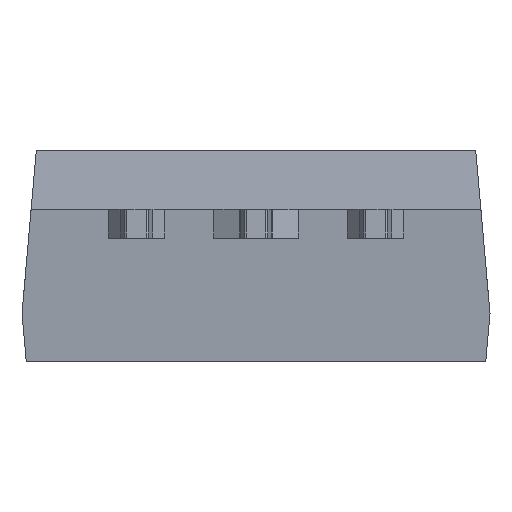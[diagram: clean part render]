
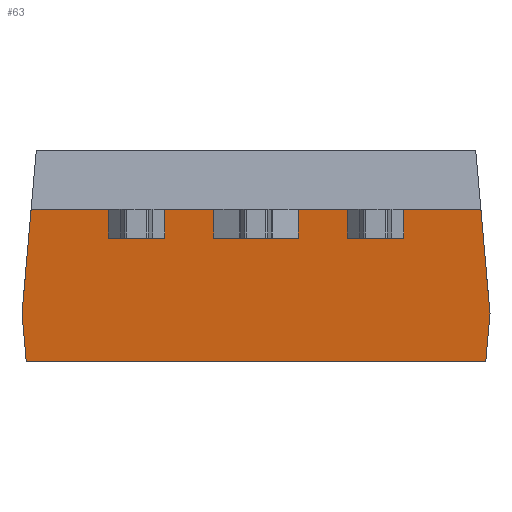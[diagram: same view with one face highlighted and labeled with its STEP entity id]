
A CAD part, front view. The second image highlights one B-rep face of the part: STEP entity #63.
In plain terms, the highlighted planar face has unit normal (0, -0.996, -0.087).
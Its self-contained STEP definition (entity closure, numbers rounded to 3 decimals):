
#19 = DIRECTION ( 'NONE',  ( -1., 0., 0. ) ) ;
#45 = ORIENTED_EDGE ( 'NONE', *, *, #428, .T. ) ;
#50 = ORIENTED_EDGE ( 'NONE', *, *, #151, .T. ) ;
#63 = ADVANCED_FACE ( 'NONE', ( #725 ), #2023, .T. ) ;
#66 = VECTOR ( 'NONE', #19, 1000. ) ;
#151 = EDGE_CURVE ( 'NONE', #1450, #1454, #884, .T. ) ;
#253 = EDGE_CURVE ( 'NONE', #1605, #1450, #1705, .T. ) ;
#404 = LINE ( 'NONE', #706, #471 ) ;
#428 = EDGE_CURVE ( 'NONE', #2403, #1254, #404, .T. ) ;
#471 = VECTOR ( 'NONE', #927, 1000. ) ;
#482 = ORIENTED_EDGE ( 'NONE', *, *, #1134, .F. ) ;
#527 = EDGE_LOOP ( 'NONE', ( #917, #1946, #1237, #50, #482, #45 ) ) ;
#582 = VECTOR ( 'NONE', #2181, 1000. ) ;
#621 = LINE ( 'NONE', #1475, #66 ) ;
#706 = CARTESIAN_POINT ( 'NONE',  ( 5.167, 4.101, 0.973 ) ) ;
#725 = FACE_OUTER_BOUND ( 'NONE', #527, .T. ) ;
#832 = CARTESIAN_POINT ( 'NONE',  ( 4.885, 4.383, -2.25 ) ) ;
#884 = LINE ( 'NONE', #1625, #2006 ) ;
#901 = LINE ( 'NONE', #1056, #1856 ) ;
#917 = ORIENTED_EDGE ( 'NONE', *, *, #2495, .T. ) ;
#927 = DIRECTION ( 'NONE',  ( 0.087, -0.087, 0.992 ) ) ;
#949 = EDGE_CURVE ( 'NONE', #2518, #1605, #621, .T. ) ;
#997 = CARTESIAN_POINT ( 'NONE',  ( -0.9, 4.153, 0.38 ) ) ;
#1039 = VECTOR ( 'NONE', #1845, 1000. ) ;
#1056 = CARTESIAN_POINT ( 'NONE',  ( 4.783, 4.101, 0.973 ) ) ;
#1134 = EDGE_CURVE ( 'NONE', #2403, #1454, #2572, .T. ) ;
#1172 = DIRECTION ( 'NONE',  ( 0., -0.996, -0.087 ) ) ;
#1237 = ORIENTED_EDGE ( 'NONE', *, *, #253, .T. ) ;
#1254 = VERTEX_POINT ( 'NONE', #2443 ) ;
#1403 = CARTESIAN_POINT ( 'NONE',  ( -4.975, 4.293, -1.22 ) ) ;
#1450 = VERTEX_POINT ( 'NONE', #1403 ) ;
#1454 = VERTEX_POINT ( 'NONE', #1881 ) ;
#1475 = CARTESIAN_POINT ( 'NONE',  ( 4.975, 4.1, 0.99 ) ) ;
#1605 = VERTEX_POINT ( 'NONE', #1984 ) ;
#1625 = CARTESIAN_POINT ( 'NONE',  ( -5.092, 4.176, 0.116 ) ) ;
#1667 = AXIS2_PLACEMENT_3D ( 'NONE', #997, #1172, #2431 ) ;
#1672 = DIRECTION ( 'NONE',  ( -0.087, -0.087, 0.992 ) ) ;
#1705 = LINE ( 'NONE', #2074, #1039 ) ;
#1845 = DIRECTION ( 'NONE',  ( -0.087, 0.087, -0.992 ) ) ;
#1856 = VECTOR ( 'NONE', #1672, 1000. ) ;
#1881 = CARTESIAN_POINT ( 'NONE',  ( -4.885, 4.383, -2.25 ) ) ;
#1929 = CARTESIAN_POINT ( 'NONE',  ( 4.782, 4.1, 0.99 ) ) ;
#1946 = ORIENTED_EDGE ( 'NONE', *, *, #949, .T. ) ;
#1984 = CARTESIAN_POINT ( 'NONE',  ( -4.782, 4.1, 0.99 ) ) ;
#2006 = VECTOR ( 'NONE', #2087, 1000. ) ;
#2023 = PLANE ( 'NONE',  #1667 ) ;
#2074 = CARTESIAN_POINT ( 'NONE',  ( -4.708, 4.026, 1.831 ) ) ;
#2087 = DIRECTION ( 'NONE',  ( 0.087, 0.087, -0.992 ) ) ;
#2181 = DIRECTION ( 'NONE',  ( -1., 0., 0. ) ) ;
#2362 = CARTESIAN_POINT ( 'NONE',  ( 4.975, 4.383, -2.25 ) ) ;
#2403 = VERTEX_POINT ( 'NONE', #832 ) ;
#2431 = DIRECTION ( 'NONE',  ( 0., 0.087, -0.996 ) ) ;
#2443 = CARTESIAN_POINT ( 'NONE',  ( 4.975, 4.293, -1.22 ) ) ;
#2495 = EDGE_CURVE ( 'NONE', #1254, #2518, #901, .T. ) ;
#2518 = VERTEX_POINT ( 'NONE', #1929 ) ;
#2572 = LINE ( 'NONE', #2362, #582 ) ;
